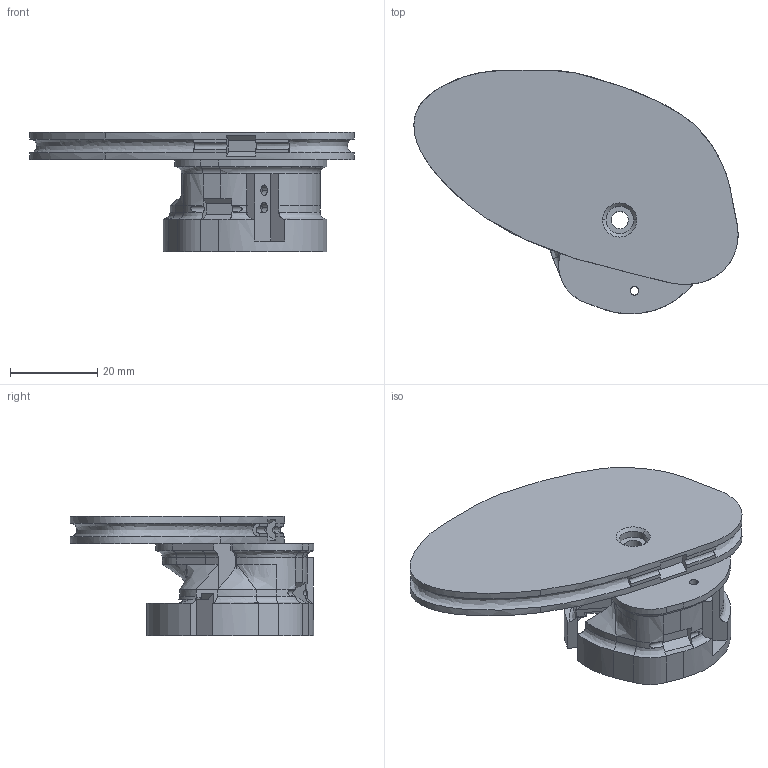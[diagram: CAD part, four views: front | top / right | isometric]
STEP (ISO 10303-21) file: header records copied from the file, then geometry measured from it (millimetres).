
FILE_DESCRIPTION (( 'STEP AP214' ), '1' );
FILE_NAME ('asm-cams.STEP', '2025-12-14T17:25:47', ( '' ), ( '' ), 'SwSTEP 2.0', 'SolidWorks 2025', '' );
FILE_SCHEMA (( 'AUTOMOTIVE_DESIGN' ));
Length unit declared in the file: millimetre
Products named in the file (4): cams-joined^asm-cams; cam-transmission; cam-storage; asm-cams
Assembly tree (3 placements, depth 2):
  asm-cams
    cam-transmission
    cam-storage
    cams-joined^asm-cams
Bounding box: 74.45 x 56 x 27.52 mm (x, y, z)
Volume: 57112.6 mm3; surface area: 28641.7 mm2
Topology: 10 solids, 10 shells, 324 faces, 860 edges, 548 vertices
Faces by surface type: plane 146, cylinder 88, bspline 72, cone 8, torus 8, sphere 2
Entity records: 16820 total; most frequent: CARTESIAN_POINT 9126, ORIENTED_EDGE 1716, DIRECTION 1328, EDGE_CURVE 858, VERTEX_POINT 548, LINE 448, VECTOR 448, AXIS2_PLACEMENT_3D 440
